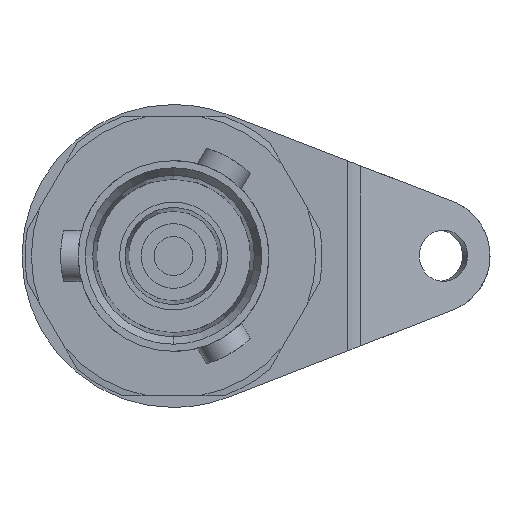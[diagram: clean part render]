
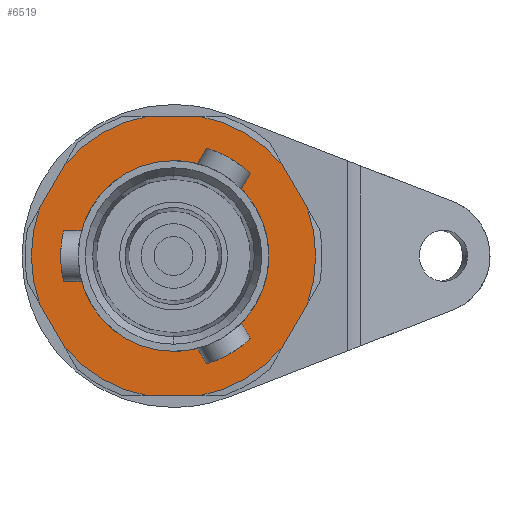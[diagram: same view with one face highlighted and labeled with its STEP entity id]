
A CAD part, left-side view. The second image highlights one B-rep face of the part: STEP entity #6519.
In plain terms, the highlighted face is planar.
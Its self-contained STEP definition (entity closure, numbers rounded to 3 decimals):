
#269 = ORIENTED_EDGE ( 'NONE', *, *, #2059, .F. ) ;
#431 = CARTESIAN_POINT ( 'NONE',  ( -8.697, 3.746, -5.499 ) ) ;
#491 = DIRECTION ( 'NONE',  ( 0., 0., 1. ) ) ;
#615 = CIRCLE ( 'NONE', #8437, 5.588 ) ;
#1552 = CIRCLE ( 'NONE', #10517, 5.588 ) ;
#1620 = DIRECTION ( 'NONE',  ( 0., 0., 1. ) ) ;
#2059 = EDGE_CURVE ( 'NONE', #3713, #16282, #14771, .T. ) ;
#2180 = VERTEX_POINT ( 'NONE', #30829 ) ;
#2317 = ORIENTED_EDGE ( 'NONE', *, *, #5232, .F. ) ;
#2429 = DIRECTION ( 'NONE',  ( -1., 0., 0. ) ) ;
#3574 = AXIS2_PLACEMENT_3D ( 'NONE', #25550, #30273, #1620 ) ;
#3713 = VERTEX_POINT ( 'NONE', #26662 ) ;
#4289 = CARTESIAN_POINT ( 'NONE',  ( -8.697, -3.826, -4.372 ) ) ;
#4291 = DIRECTION ( 'NONE',  ( 0., 0., 1. ) ) ;
#4639 = CARTESIAN_POINT ( 'NONE',  ( -8.697, 0., 3.746 ) ) ;
#4906 = FACE_BOUND ( 'NONE', #6981, .T. ) ;
#5232 = EDGE_CURVE ( 'NONE', #26593, #23843, #32869, .T. ) ;
#5399 = DIRECTION ( 'NONE',  ( 0., 0., 1. ) ) ;
#5428 = EDGE_CURVE ( 'NONE', #25418, #16296, #11598, .T. ) ;
#5465 = CARTESIAN_POINT ( 'NONE',  ( -8.697, 4.266, -3.609 ) ) ;
#5894 = CARTESIAN_POINT ( 'NONE',  ( -8.697, -3.826, 4.372 ) ) ;
#6354 = VECTOR ( 'NONE', #27337, 1000. ) ;
#6431 = CARTESIAN_POINT ( 'NONE',  ( -8.697, 5.699, 1.127 ) ) ;
#6519 = ADVANCED_FACE ( 'NONE', ( #4906, #31619 ), #31274, .F. ) ;
#6758 = DIRECTION ( 'NONE',  ( 0., -0.5, 0.866 ) ) ;
#6779 = DIRECTION ( 'NONE',  ( 0., 0.5, -0.866 ) ) ;
#6905 = AXIS2_PLACEMENT_3D ( 'NONE', #32024, #32197, #18421 ) ;
#6938 = DIRECTION ( 'NONE',  ( 0., 0., 1. ) ) ;
#6981 = EDGE_LOOP ( 'NONE', ( #2317, #25221 ) ) ;
#7017 = ORIENTED_EDGE ( 'NONE', *, *, #28020, .F. ) ;
#7197 = EDGE_CURVE ( 'NONE', #24458, #20186, #22485, .T. ) ;
#7711 = CARTESIAN_POINT ( 'NONE',  ( -8.697, 3.746, 0. ) ) ;
#7894 = DIRECTION ( 'NONE',  ( -1., 0., 0. ) ) ;
#8085 = LINE ( 'NONE', #26746, #9551 ) ;
#8318 = EDGE_CURVE ( 'NONE', #26421, #16177, #8085, .T. ) ;
#8368 = ORIENTED_EDGE ( 'NONE', *, *, #24702, .F. ) ;
#8437 = AXIS2_PLACEMENT_3D ( 'NONE', #10312, #2429, #28977 ) ;
#8853 = LINE ( 'NONE', #5894, #6354 ) ;
#8856 = EDGE_CURVE ( 'NONE', #16177, #25418, #615, .T. ) ;
#8890 = ORIENTED_EDGE ( 'NONE', *, *, #32758, .F. ) ;
#8911 = ORIENTED_EDGE ( 'NONE', *, *, #7197, .F. ) ;
#8947 = AXIS2_PLACEMENT_3D ( 'NONE', #7711, #7894, #15550 ) ;
#8988 = CARTESIAN_POINT ( 'NONE',  ( -8.697, 4.266, 3.609 ) ) ;
#8991 = DIRECTION ( 'NONE',  ( 0., -1., 0. ) ) ;
#9434 = AXIS2_PLACEMENT_3D ( 'NONE', #9557, #23330, #4291 ) ;
#9551 = VECTOR ( 'NONE', #24139, 1000. ) ;
#9557 = CARTESIAN_POINT ( 'NONE',  ( -8.697, 0., 0. ) ) ;
#10312 = CARTESIAN_POINT ( 'NONE',  ( -8.697, 0., 0. ) ) ;
#10517 = AXIS2_PLACEMENT_3D ( 'NONE', #28961, #23215, #5399 ) ;
#11086 = CARTESIAN_POINT ( 'NONE',  ( -8.697, 3.746, 5.499 ) ) ;
#11598 = LINE ( 'NONE', #431, #17843 ) ;
#11861 = VERTEX_POINT ( 'NONE', #19128 ) ;
#13311 = CARTESIAN_POINT ( 'NONE',  ( -8.697, -5.259, -1.89 ) ) ;
#13519 = DIRECTION ( 'NONE',  ( 0., 1., 0. ) ) ;
#14413 = ORIENTED_EDGE ( 'NONE', *, *, #8318, .F. ) ;
#14771 = LINE ( 'NONE', #4289, #18015 ) ;
#15024 = EDGE_CURVE ( 'NONE', #20186, #26421, #1552, .T. ) ;
#15550 = DIRECTION ( 'NONE',  ( 0., 0., 1. ) ) ;
#16162 = CARTESIAN_POINT ( 'NONE',  ( -8.697, 0., 0. ) ) ;
#16177 = VERTEX_POINT ( 'NONE', #5465 ) ;
#16282 = VERTEX_POINT ( 'NONE', #13311 ) ;
#16296 = VERTEX_POINT ( 'NONE', #23970 ) ;
#16731 = CARTESIAN_POINT ( 'NONE',  ( -8.697, 0., 0. ) ) ;
#17012 = DIRECTION ( 'NONE',  ( 1., 0., 0. ) ) ;
#17061 = CARTESIAN_POINT ( 'NONE',  ( -8.697, 0., 0. ) ) ;
#17843 = VECTOR ( 'NONE', #8991, 1000. ) ;
#18015 = VECTOR ( 'NONE', #6758, 1000. ) ;
#18421 = DIRECTION ( 'NONE',  ( 0., 0., -1. ) ) ;
#18943 = CIRCLE ( 'NONE', #9434, 5.588 ) ;
#19128 = CARTESIAN_POINT ( 'NONE',  ( -8.697, -0.993, 5.499 ) ) ;
#19193 = VECTOR ( 'NONE', #13519, 1000. ) ;
#19594 = CARTESIAN_POINT ( 'NONE',  ( -8.697, 5.259, -1.89 ) ) ;
#20119 = VECTOR ( 'NONE', #6779, 1000. ) ;
#20186 = VERTEX_POINT ( 'NONE', #20452 ) ;
#20452 = CARTESIAN_POINT ( 'NONE',  ( -8.697, 5.259, 1.89 ) ) ;
#20868 = EDGE_CURVE ( 'NONE', #16282, #31231, #33207, .T. ) ;
#21200 = LINE ( 'NONE', #11086, #19193 ) ;
#21522 = AXIS2_PLACEMENT_3D ( 'NONE', #16731, #27702, #491 ) ;
#22485 = LINE ( 'NONE', #6431, #20119 ) ;
#22538 = CARTESIAN_POINT ( 'NONE',  ( -8.697, -4.266, 3.609 ) ) ;
#23215 = DIRECTION ( 'NONE',  ( -1., 0., 0. ) ) ;
#23330 = DIRECTION ( 'NONE',  ( -1., 0., 0. ) ) ;
#23843 = VERTEX_POINT ( 'NONE', #4639 ) ;
#23970 = CARTESIAN_POINT ( 'NONE',  ( -8.697, -0.993, -5.499 ) ) ;
#24139 = DIRECTION ( 'NONE',  ( 0., -0.5, -0.866 ) ) ;
#24458 = VERTEX_POINT ( 'NONE', #8988 ) ;
#24518 = CIRCLE ( 'NONE', #32305, 5.588 ) ;
#24541 = DIRECTION ( 'NONE',  ( 0., 0., -1. ) ) ;
#24558 = AXIS2_PLACEMENT_3D ( 'NONE', #16162, #17012, #24541 ) ;
#24702 = EDGE_CURVE ( 'NONE', #31739, #11861, #25337, .T. ) ;
#24922 = ORIENTED_EDGE ( 'NONE', *, *, #20868, .F. ) ;
#25221 = ORIENTED_EDGE ( 'NONE', *, *, #27911, .F. ) ;
#25337 = CIRCLE ( 'NONE', #3574, 5.588 ) ;
#25418 = VERTEX_POINT ( 'NONE', #26159 ) ;
#25550 = CARTESIAN_POINT ( 'NONE',  ( -8.697, 0., 0. ) ) ;
#25895 = ORIENTED_EDGE ( 'NONE', *, *, #32335, .F. ) ;
#26159 = CARTESIAN_POINT ( 'NONE',  ( -8.697, 0.993, -5.499 ) ) ;
#26204 = ORIENTED_EDGE ( 'NONE', *, *, #28700, .F. ) ;
#26421 = VERTEX_POINT ( 'NONE', #19594 ) ;
#26593 = VERTEX_POINT ( 'NONE', #30298 ) ;
#26662 = CARTESIAN_POINT ( 'NONE',  ( -8.697, -4.266, -3.609 ) ) ;
#26746 = CARTESIAN_POINT ( 'NONE',  ( -8.697, 5.699, -1.127 ) ) ;
#26986 = CIRCLE ( 'NONE', #6905, 3.746 ) ;
#27078 = CARTESIAN_POINT ( 'NONE',  ( -8.697, -5.259, 1.89 ) ) ;
#27337 = DIRECTION ( 'NONE',  ( 0., 0.5, 0.866 ) ) ;
#27702 = DIRECTION ( 'NONE',  ( -1., 0., 0. ) ) ;
#27911 = EDGE_CURVE ( 'NONE', #23843, #26593, #26986, .T. ) ;
#28020 = EDGE_CURVE ( 'NONE', #11861, #2180, #21200, .T. ) ;
#28686 = ORIENTED_EDGE ( 'NONE', *, *, #8856, .F. ) ;
#28700 = EDGE_CURVE ( 'NONE', #31231, #31739, #8853, .T. ) ;
#28961 = CARTESIAN_POINT ( 'NONE',  ( -8.697, 0., 0. ) ) ;
#28977 = DIRECTION ( 'NONE',  ( 0., 0., 1. ) ) ;
#29776 = ORIENTED_EDGE ( 'NONE', *, *, #5428, .F. ) ;
#30273 = DIRECTION ( 'NONE',  ( -1., 0., 0. ) ) ;
#30298 = CARTESIAN_POINT ( 'NONE',  ( -8.697, 0., -3.746 ) ) ;
#30829 = CARTESIAN_POINT ( 'NONE',  ( -8.697, 0.993, 5.499 ) ) ;
#31231 = VERTEX_POINT ( 'NONE', #27078 ) ;
#31274 = PLANE ( 'NONE',  #8947 ) ;
#31619 = FACE_OUTER_BOUND ( 'NONE', #33962, .T. ) ;
#31739 = VERTEX_POINT ( 'NONE', #22538 ) ;
#32024 = CARTESIAN_POINT ( 'NONE',  ( -8.697, 0., 0. ) ) ;
#32197 = DIRECTION ( 'NONE',  ( 1., 0., 0. ) ) ;
#32305 = AXIS2_PLACEMENT_3D ( 'NONE', #17061, #33788, #6938 ) ;
#32335 = EDGE_CURVE ( 'NONE', #16296, #3713, #18943, .T. ) ;
#32758 = EDGE_CURVE ( 'NONE', #2180, #24458, #24518, .T. ) ;
#32869 = CIRCLE ( 'NONE', #24558, 3.746 ) ;
#33207 = CIRCLE ( 'NONE', #21522, 5.588 ) ;
#33788 = DIRECTION ( 'NONE',  ( -1., 0., 0. ) ) ;
#33962 = EDGE_LOOP ( 'NONE', ( #8890, #7017, #8368, #26204, #24922, #269, #25895, #29776, #28686, #14413, #34120, #8911 ) ) ;
#34120 = ORIENTED_EDGE ( 'NONE', *, *, #15024, .F. ) ;
